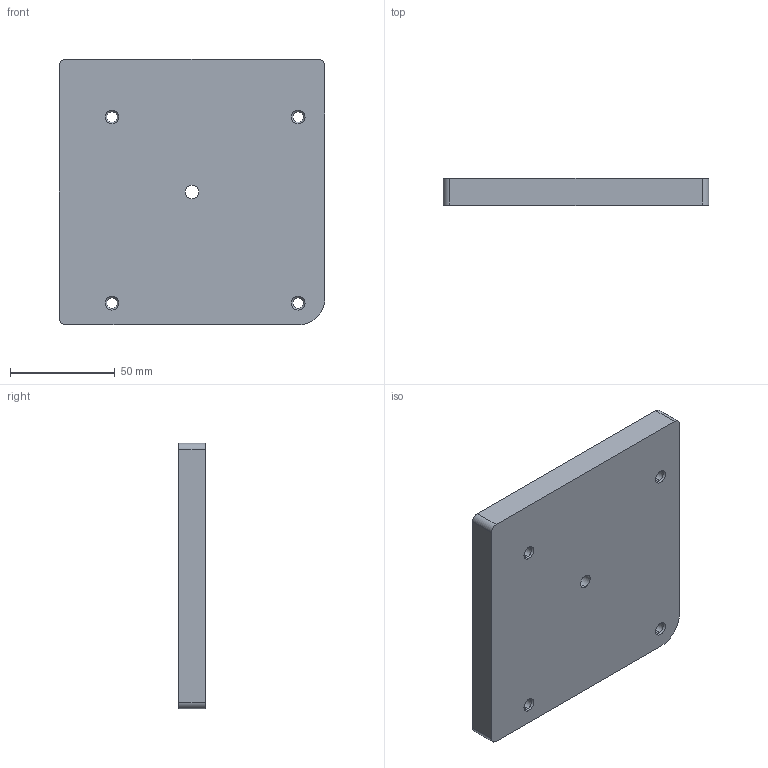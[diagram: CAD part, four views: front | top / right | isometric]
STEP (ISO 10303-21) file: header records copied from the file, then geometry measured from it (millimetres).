
FILE_DESCRIPTION (( 'STEP AP214' ), '1' );
FILE_NAME ('PWA075 to B2436G Plate Flipped Counterbore STEP.STEP', '2024-12-12T20:26:40', ( '' ), ( '' ), 'SwSTEP 2.0', 'SolidWorks 2023', '' );
FILE_SCHEMA (( 'AUTOMOTIVE_DESIGN' ));
Length unit declared in the file: inch
Products named in the file (1): PWA075 to B2436G Plate Flipped Counterbore STEP
Bounding box: 127 x 12.7 x 127 mm (x, y, z)
Volume: 202204.1 mm3; surface area: 39426.6 mm2
Topology: 1 solids, 1 shells, 43 faces, 100 edges, 60 vertices
Faces by surface type: cone 20, cylinder 16, plane 7
Entity records: 1273 total; most frequent: DIRECTION 240, CARTESIAN_POINT 204, ORIENTED_EDGE 200, EDGE_CURVE 100, AXIS2_PLACEMENT_3D 96, VERTEX_POINT 60, EDGE_LOOP 54, CIRCLE 52
